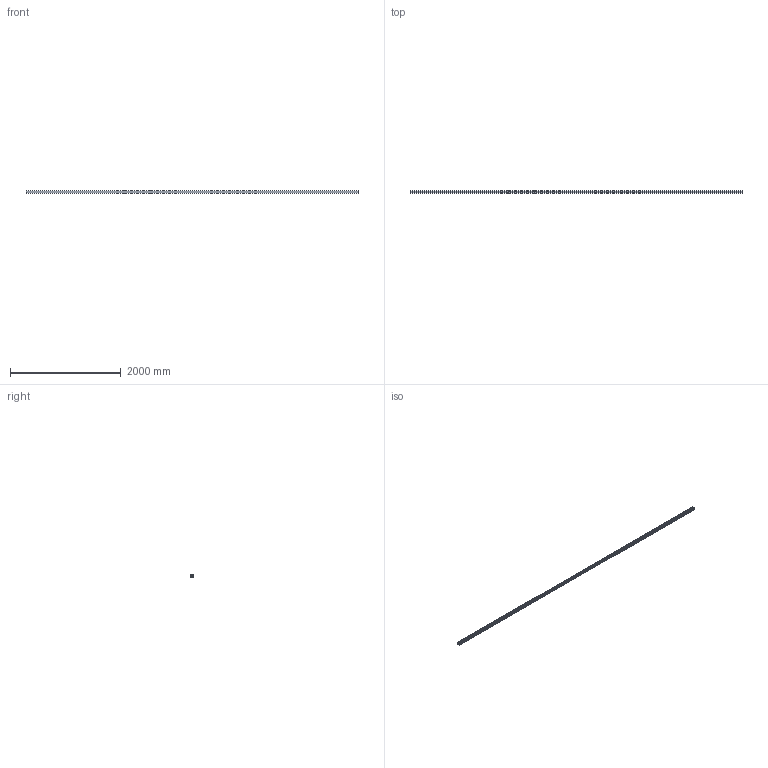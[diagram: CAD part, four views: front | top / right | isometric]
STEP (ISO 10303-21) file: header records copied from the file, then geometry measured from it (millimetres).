
FILE_DESCRIPTION (( 'STEP AP214' ), '1' );
FILE_NAME ('201021 Profil 45x45 3N Nut 10.STEP', '2019-01-29T07:10:28', ( '' ), ( '' ), 'SwSTEP 2.0', 'SolidWorks 2017', '' );
FILE_SCHEMA (( 'AUTOMOTIVE_DESIGN' ));
Length unit declared in the file: millimetre
Products named in the file (1): 201021 Profil 45x45 3N Nut 10
Bounding box: 6000 x 45 x 45 mm (x, y, z)
Volume: 3525185.7 mm3; surface area: 3701216.8 mm2
Topology: 1 solids, 1 shells, 246 faces, 732 edges, 488 vertices
Faces by surface type: cylinder 144, plane 102
Entity records: 8422 total; most frequent: DIRECTION 1514, CARTESIAN_POINT 1467, ORIENTED_EDGE 1464, EDGE_CURVE 732, AXIS2_PLACEMENT_3D 535, VERTEX_POINT 488, LINE 444, VECTOR 444
